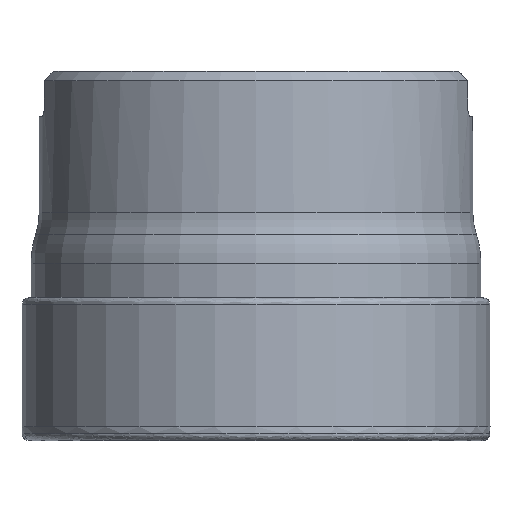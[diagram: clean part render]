
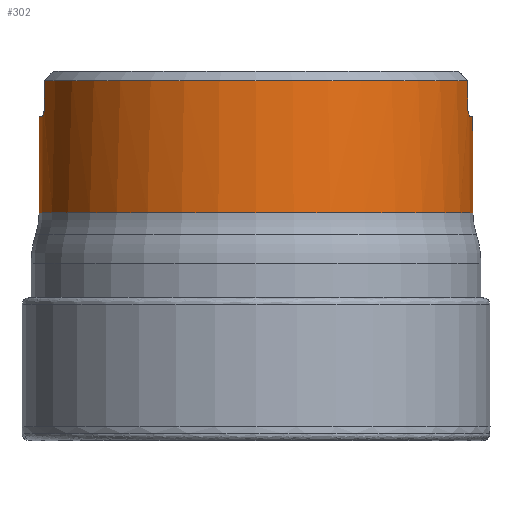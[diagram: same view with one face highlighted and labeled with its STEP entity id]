
A CAD part, left-side view. The second image highlights one B-rep face of the part: STEP entity #302.
In plain terms, the highlighted cylindrical face has radius 23.5 mm (diameter 47 mm), a full revolution.
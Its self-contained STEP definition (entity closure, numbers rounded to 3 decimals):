
#56=CYLINDRICAL_SURFACE('',#1400,23.5);
#154=LINE('',#2334,#198);
#155=LINE('',#2336,#199);
#156=LINE('',#2377,#200);
#157=LINE('',#2378,#201);
#198=VECTOR('',#1611,1.);
#199=VECTOR('',#1612,1.);
#200=VECTOR('',#1615,1.);
#201=VECTOR('',#1616,1.);
#302=ADVANCED_FACE('',(#479,#480),#56,.T.);
#423=B_SPLINE_CURVE_WITH_KNOTS('',3,(#2338,#2339,#2340,#2341,#2342,#2343,
#2344,#2345,#2346,#2347,#2348,#2349,#2350,#2351,#2352,#2353,#2354,#2355,
#2356),.UNSPECIFIED.,.F.,.F.,(4,3,3,3,3,3,4),(0.,0.083,0.382,
0.803,0.89,0.956,1.),.UNSPECIFIED.);
#424=B_SPLINE_CURVE_WITH_KNOTS('',3,(#2360,#2361,#2362,#2363,#2364,#2365,
#2366,#2367,#2368,#2369,#2370,#2371,#2372,#2373,#2374,#2375),
 .UNSPECIFIED.,.F.,.F.,(4,3,3,3,3,4),(0.,0.043,0.112,
0.369,0.783,1.),.UNSPECIFIED.);
#425=B_SPLINE_CURVE_WITH_KNOTS('',3,(#2380,#2381,#2382,#2383,#2384,#2385,
#2386,#2387,#2388,#2389,#2390,#2391,#2392,#2393,#2394,#2395,#2396,#2397,
#2398),.UNSPECIFIED.,.F.,.F.,(4,3,3,3,3,3,4),(0.,0.083,0.382,
0.803,0.89,0.956,1.),.UNSPECIFIED.);
#426=B_SPLINE_CURVE_WITH_KNOTS('',3,(#2402,#2403,#2404,#2405,#2406,#2407,
#2408,#2409,#2410,#2411,#2412,#2413,#2414,#2415,#2416,#2417),
 .UNSPECIFIED.,.F.,.F.,(4,3,3,3,3,4),(0.,0.043,0.112,
0.369,0.783,1.),.UNSPECIFIED.);
#479=FACE_BOUND('',#569,.T.);
#480=FACE_BOUND('',#570,.T.);
#569=EDGE_LOOP('',(#721));
#570=EDGE_LOOP('',(#722,#723,#724,#725,#726,#727,#728,#729,#730,#731,#732,
#733));
#721=ORIENTED_EDGE('',*,*,#1157,.T.);
#722=ORIENTED_EDGE('',*,*,#1158,.T.);
#723=ORIENTED_EDGE('',*,*,#1152,.T.);
#724=ORIENTED_EDGE('',*,*,#1159,.F.);
#725=ORIENTED_EDGE('',*,*,#1160,.F.);
#726=ORIENTED_EDGE('',*,*,#1161,.F.);
#727=ORIENTED_EDGE('',*,*,#1162,.F.);
#728=ORIENTED_EDGE('',*,*,#1163,.T.);
#729=ORIENTED_EDGE('',*,*,#1149,.T.);
#730=ORIENTED_EDGE('',*,*,#1164,.F.);
#731=ORIENTED_EDGE('',*,*,#1165,.F.);
#732=ORIENTED_EDGE('',*,*,#1166,.F.);
#733=ORIENTED_EDGE('',*,*,#1167,.F.);
#1030=VERTEX_POINT('',#2270);
#1031=VERTEX_POINT('',#2272);
#1033=VERTEX_POINT('',#2293);
#1034=VERTEX_POINT('',#2294);
#1037=VERTEX_POINT('',#2333);
#1038=VERTEX_POINT('',#2335);
#1039=VERTEX_POINT('',#2337);
#1040=VERTEX_POINT('',#2357);
#1041=VERTEX_POINT('',#2359);
#1042=VERTEX_POINT('',#2376);
#1043=VERTEX_POINT('',#2379);
#1044=VERTEX_POINT('',#2399);
#1045=VERTEX_POINT('',#2401);
#1149=EDGE_CURVE('',#1031,#1030,#1307,.T.);
#1152=EDGE_CURVE('',#1033,#1034,#1308,.T.);
#1157=EDGE_CURVE('',#1037,#1037,#1309,.T.);
#1158=EDGE_CURVE('',#1038,#1033,#154,.T.);
#1159=EDGE_CURVE('',#1039,#1034,#155,.T.);
#1160=EDGE_CURVE('',#1040,#1039,#423,.T.);
#1161=EDGE_CURVE('',#1041,#1040,#1310,.T.);
#1162=EDGE_CURVE('',#1042,#1041,#424,.T.);
#1163=EDGE_CURVE('',#1042,#1031,#156,.T.);
#1164=EDGE_CURVE('',#1043,#1030,#157,.T.);
#1165=EDGE_CURVE('',#1044,#1043,#425,.T.);
#1166=EDGE_CURVE('',#1045,#1044,#1311,.T.);
#1167=EDGE_CURVE('',#1038,#1045,#426,.T.);
#1307=CIRCLE('',#1393,23.5);
#1308=CIRCLE('',#1395,23.5);
#1309=CIRCLE('',#1397,23.5);
#1310=CIRCLE('',#1398,23.5);
#1311=CIRCLE('',#1399,23.5);
#1393=AXIS2_PLACEMENT_3D('',#2271,#1601,#1602);
#1395=AXIS2_PLACEMENT_3D('',#2292,#1605,#1606);
#1397=AXIS2_PLACEMENT_3D('',#2332,#1609,#1610);
#1398=AXIS2_PLACEMENT_3D('',#2358,#1613,#1614);
#1399=AXIS2_PLACEMENT_3D('',#2400,#1617,#1618);
#1400=AXIS2_PLACEMENT_3D('',#2418,#1619,#1620);
#1601=DIRECTION('',(0.,0.,-1.));
#1602=DIRECTION('',(-1.,0.,0.));
#1605=DIRECTION('',(0.,0.,-1.));
#1606=DIRECTION('',(-1.,0.,0.));
#1609=DIRECTION('',(0.,0.,1.));
#1610=DIRECTION('',(-1.,0.,0.));
#1611=DIRECTION('',(0.,0.,1.));
#1612=DIRECTION('',(0.,0.,1.));
#1613=DIRECTION('',(0.,0.,1.));
#1614=DIRECTION('',(-1.,0.,0.));
#1615=DIRECTION('',(0.,0.,1.));
#1616=DIRECTION('',(0.,0.,1.));
#1617=DIRECTION('',(0.,0.,1.));
#1618=DIRECTION('',(-1.,0.,0.));
#1619=DIRECTION('',(0.,0.,-1.));
#1620=DIRECTION('',(-1.,0.,0.));
#2270=CARTESIAN_POINT('',(-5.097,22.94,-1.));
#2271=CARTESIAN_POINT('',(0.,0.,-1.));
#2272=CARTESIAN_POINT('',(-5.097,-22.94,-1.));
#2292=CARTESIAN_POINT('',(0.,0.,-1.));
#2293=CARTESIAN_POINT('',(5.097,22.94,-1.));
#2294=CARTESIAN_POINT('',(5.097,-22.94,-1.));
#2332=CARTESIAN_POINT('',(0.,0.,-15.337));
#2333=CARTESIAN_POINT('',(-23.5,0.,-15.337));
#2334=CARTESIAN_POINT('',(5.097,22.94,-4.96));
#2335=CARTESIAN_POINT('',(5.097,22.94,-4.1));
#2336=CARTESIAN_POINT('',(5.097,-22.94,-4.96));
#2337=CARTESIAN_POINT('',(5.097,-22.94,-4.1));
#2338=CARTESIAN_POINT('',(3.802,-23.19,-4.9));
#2339=CARTESIAN_POINT('',(3.847,-23.183,-4.9));
#2340=CARTESIAN_POINT('',(3.891,-23.176,-4.897));
#2341=CARTESIAN_POINT('',(3.935,-23.168,-4.892));
#2342=CARTESIAN_POINT('',(4.093,-23.141,-4.875));
#2343=CARTESIAN_POINT('',(4.249,-23.113,-4.826));
#2344=CARTESIAN_POINT('',(4.393,-23.086,-4.758));
#2345=CARTESIAN_POINT('',(4.594,-23.047,-4.662));
#2346=CARTESIAN_POINT('',(4.782,-23.009,-4.529));
#2347=CARTESIAN_POINT('',(4.938,-22.975,-4.37));
#2348=CARTESIAN_POINT('',(4.971,-22.968,-4.336));
#2349=CARTESIAN_POINT('',(5.003,-22.961,-4.301));
#2350=CARTESIAN_POINT('',(5.031,-22.955,-4.263));
#2351=CARTESIAN_POINT('',(5.052,-22.95,-4.234));
#2352=CARTESIAN_POINT('',(5.072,-22.946,-4.203));
#2353=CARTESIAN_POINT('',(5.084,-22.943,-4.17));
#2354=CARTESIAN_POINT('',(5.092,-22.942,-4.148));
#2355=CARTESIAN_POINT('',(5.097,-22.94,-4.124));
#2356=CARTESIAN_POINT('',(5.097,-22.94,-4.1));
#2357=CARTESIAN_POINT('',(3.802,-23.19,-4.9));
#2358=CARTESIAN_POINT('',(0.,0.,-4.9));
#2359=CARTESIAN_POINT('',(-3.802,-23.19,-4.9));
#2360=CARTESIAN_POINT('',(-5.097,-22.94,-4.1));
#2361=CARTESIAN_POINT('',(-5.097,-22.94,-4.124));
#2362=CARTESIAN_POINT('',(-5.092,-22.942,-4.147));
#2363=CARTESIAN_POINT('',(-5.084,-22.943,-4.169));
#2364=CARTESIAN_POINT('',(-5.071,-22.946,-4.204));
#2365=CARTESIAN_POINT('',(-5.051,-22.951,-4.236));
#2366=CARTESIAN_POINT('',(-5.029,-22.956,-4.266));
#2367=CARTESIAN_POINT('',(-4.947,-22.974,-4.377));
#2368=CARTESIAN_POINT('',(-4.84,-22.996,-4.468));
#2369=CARTESIAN_POINT('',(-4.73,-23.019,-4.551));
#2370=CARTESIAN_POINT('',(-4.556,-23.055,-4.683));
#2371=CARTESIAN_POINT('',(-4.357,-23.094,-4.792));
#2372=CARTESIAN_POINT('',(-4.146,-23.131,-4.851));
#2373=CARTESIAN_POINT('',(-4.035,-23.151,-4.882));
#2374=CARTESIAN_POINT('',(-3.918,-23.171,-4.9));
#2375=CARTESIAN_POINT('',(-3.802,-23.19,-4.9));
#2376=CARTESIAN_POINT('',(-5.097,-22.94,-4.1));
#2377=CARTESIAN_POINT('',(-5.097,-22.94,-4.96));
#2378=CARTESIAN_POINT('',(-5.097,22.94,-4.96));
#2379=CARTESIAN_POINT('',(-5.097,22.94,-4.1));
#2380=CARTESIAN_POINT('',(-3.802,23.19,-4.9));
#2381=CARTESIAN_POINT('',(-3.847,23.183,-4.9));
#2382=CARTESIAN_POINT('',(-3.891,23.176,-4.897));
#2383=CARTESIAN_POINT('',(-3.935,23.168,-4.892));
#2384=CARTESIAN_POINT('',(-4.093,23.141,-4.875));
#2385=CARTESIAN_POINT('',(-4.249,23.113,-4.826));
#2386=CARTESIAN_POINT('',(-4.393,23.086,-4.758));
#2387=CARTESIAN_POINT('',(-4.594,23.047,-4.662));
#2388=CARTESIAN_POINT('',(-4.782,23.009,-4.529));
#2389=CARTESIAN_POINT('',(-4.938,22.975,-4.37));
#2390=CARTESIAN_POINT('',(-4.971,22.968,-4.336));
#2391=CARTESIAN_POINT('',(-5.003,22.961,-4.301));
#2392=CARTESIAN_POINT('',(-5.031,22.955,-4.263));
#2393=CARTESIAN_POINT('',(-5.052,22.95,-4.234));
#2394=CARTESIAN_POINT('',(-5.072,22.946,-4.203));
#2395=CARTESIAN_POINT('',(-5.084,22.943,-4.17));
#2396=CARTESIAN_POINT('',(-5.092,22.942,-4.148));
#2397=CARTESIAN_POINT('',(-5.097,22.94,-4.124));
#2398=CARTESIAN_POINT('',(-5.097,22.94,-4.1));
#2399=CARTESIAN_POINT('',(-3.802,23.19,-4.9));
#2400=CARTESIAN_POINT('',(0.,0.,-4.9));
#2401=CARTESIAN_POINT('',(3.802,23.19,-4.9));
#2402=CARTESIAN_POINT('',(5.097,22.94,-4.1));
#2403=CARTESIAN_POINT('',(5.097,22.94,-4.124));
#2404=CARTESIAN_POINT('',(5.092,22.942,-4.147));
#2405=CARTESIAN_POINT('',(5.084,22.943,-4.169));
#2406=CARTESIAN_POINT('',(5.071,22.946,-4.204));
#2407=CARTESIAN_POINT('',(5.051,22.951,-4.236));
#2408=CARTESIAN_POINT('',(5.029,22.956,-4.266));
#2409=CARTESIAN_POINT('',(4.947,22.974,-4.377));
#2410=CARTESIAN_POINT('',(4.84,22.996,-4.468));
#2411=CARTESIAN_POINT('',(4.73,23.019,-4.551));
#2412=CARTESIAN_POINT('',(4.556,23.055,-4.683));
#2413=CARTESIAN_POINT('',(4.357,23.094,-4.792));
#2414=CARTESIAN_POINT('',(4.146,23.131,-4.851));
#2415=CARTESIAN_POINT('',(4.035,23.151,-4.882));
#2416=CARTESIAN_POINT('',(3.918,23.171,-4.9));
#2417=CARTESIAN_POINT('',(3.802,23.19,-4.9));
#2418=CARTESIAN_POINT('',(0.,0.,0.));
